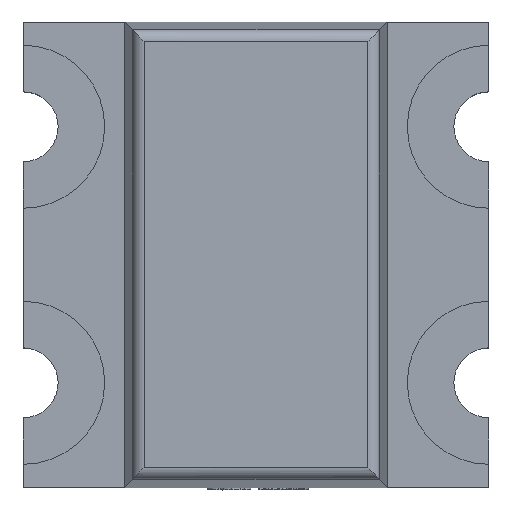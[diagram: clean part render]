
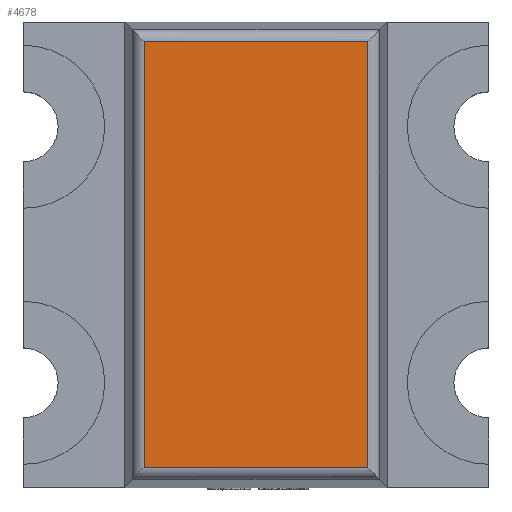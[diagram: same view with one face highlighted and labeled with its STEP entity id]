
A CAD part, top view. The second image highlights one B-rep face of the part: STEP entity #4678.
In plain terms, the highlighted planar face has unit normal (0, 0, 1).
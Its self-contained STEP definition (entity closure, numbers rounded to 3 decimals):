
#670 = EDGE_CURVE ( 'NONE', #5921, #2728, #11154, .T. ) ;
#883 = AXIS2_PLACEMENT_3D ( 'NONE', #3126, #7467, #6383 ) ;
#884 = VERTEX_POINT ( 'NONE', #12505 ) ;
#899 = FACE_OUTER_BOUND ( 'NONE', #12774, .T. ) ;
#1229 = DIRECTION ( 'NONE',  ( -1., 0., 0. ) ) ;
#1337 = VECTOR ( 'NONE', #1229, 1000. ) ;
#2042 = VECTOR ( 'NONE', #8587, 1000. ) ;
#2624 = ORIENTED_EDGE ( 'NONE', *, *, #10658, .T. ) ;
#2728 = VERTEX_POINT ( 'NONE', #9496 ) ;
#3028 = CARTESIAN_POINT ( 'NONE',  ( 0.481, 0.962, 0.82 ) ) ;
#3126 = CARTESIAN_POINT ( 'NONE',  ( 0., 0., 0.82 ) ) ;
#4171 = LINE ( 'NONE', #6544, #2042 ) ;
#4678 = ADVANCED_FACE ( 'NONE', ( #899 ), #13200, .T. ) ;
#5153 = VECTOR ( 'NONE', #7144, 1000. ) ;
#5921 = VERTEX_POINT ( 'NONE', #9553 ) ;
#6383 = DIRECTION ( 'NONE',  ( 1., 0., 0. ) ) ;
#6544 = CARTESIAN_POINT ( 'NONE',  ( 0.527, -0.916, 0.82 ) ) ;
#7056 = LINE ( 'NONE', #8288, #14137 ) ;
#7144 = DIRECTION ( 'NONE',  ( 0., 1., 0. ) ) ;
#7467 = DIRECTION ( 'NONE',  ( 0., 0., 1. ) ) ;
#7966 = ORIENTED_EDGE ( 'NONE', *, *, #11580, .T. ) ;
#8134 = DIRECTION ( 'NONE',  ( 0., -1., 0. ) ) ;
#8288 = CARTESIAN_POINT ( 'NONE',  ( -0.481, -0.962, 0.82 ) ) ;
#8587 = DIRECTION ( 'NONE',  ( 1., 0., 0. ) ) ;
#9496 = CARTESIAN_POINT ( 'NONE',  ( -0.481, 0.916, 0.82 ) ) ;
#9553 = CARTESIAN_POINT ( 'NONE',  ( 0.481, 0.916, 0.82 ) ) ;
#10491 = ORIENTED_EDGE ( 'NONE', *, *, #670, .T. ) ;
#10658 = EDGE_CURVE ( 'NONE', #10777, #884, #4171, .T. ) ;
#10777 = VERTEX_POINT ( 'NONE', #13575 ) ;
#11154 = LINE ( 'NONE', #13048, #1337 ) ;
#11367 = ORIENTED_EDGE ( 'NONE', *, *, #13217, .T. ) ;
#11580 = EDGE_CURVE ( 'NONE', #2728, #10777, #7056, .T. ) ;
#12505 = CARTESIAN_POINT ( 'NONE',  ( 0.481, -0.916, 0.82 ) ) ;
#12774 = EDGE_LOOP ( 'NONE', ( #11367, #10491, #7966, #2624 ) ) ;
#12869 = LINE ( 'NONE', #3028, #5153 ) ;
#13048 = CARTESIAN_POINT ( 'NONE',  ( -0.527, 0.916, 0.82 ) ) ;
#13200 = PLANE ( 'NONE',  #883 ) ;
#13217 = EDGE_CURVE ( 'NONE', #884, #5921, #12869, .T. ) ;
#13575 = CARTESIAN_POINT ( 'NONE',  ( -0.481, -0.916, 0.82 ) ) ;
#14137 = VECTOR ( 'NONE', #8134, 1000. ) ;
